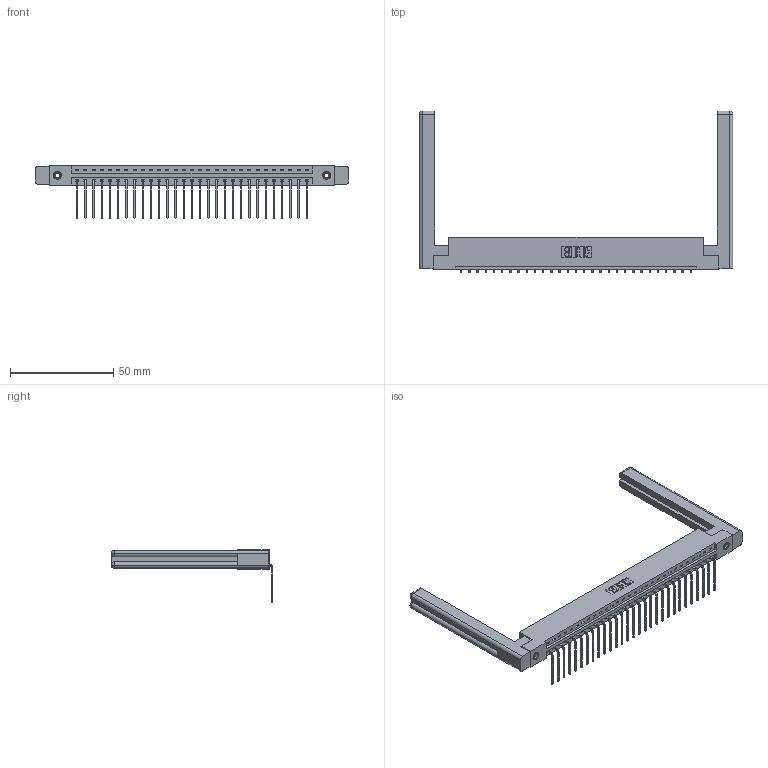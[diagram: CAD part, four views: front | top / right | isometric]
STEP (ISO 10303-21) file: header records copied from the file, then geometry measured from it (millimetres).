
FILE_DESCRIPTION (( 'STEP AP203' ), '1' );
FILE_NAME ('387-029-559-158.STEP', '2019-10-03T17:36:30', ( '' ), ( '' ), 'SwSTEP 2.0', 'SolidWorks 2016', '' );
FILE_SCHEMA (( 'CONFIG_CONTROL_DESIGN' ));
Length unit declared in the file: inch
Products named in the file (5): 345-250-001_345-250-001-102; 345-292-001_558 559 Tail - 1; 387-029-559-158; 337 Part_Flush Mounting Lugs - 0.156 Dia-TI; 307-220-058
Assembly tree (34 placements, depth 2):
  387-029-559-158
    337 Part_Flush Mounting Lugs - 0.156 Dia-TI
    345-292-001_558 559 Tail - 1  x29
    345-250-001_345-250-001-102  x2
    307-220-058  x2
Bounding box: 151.54 x 78.17 x 25.53 mm (x, y, z)
Volume: 22845.8 mm3; surface area: 21941.2 mm2
Topology: 34 solids, 34 shells, 2112 faces, 6291 edges, 4142 vertices
Faces by surface type: plane 1546, cylinder 542, cone 12, torus 12
Entity records: 25956 total; most frequent: CARTESIAN_POINT 4520, ORIENTED_EDGE 4424, DIRECTION 3850, EDGE_CURVE 2212, LINE 2036, VECTOR 2036, VERTEX_POINT 1466, AXIS2_PLACEMENT_3D 907
